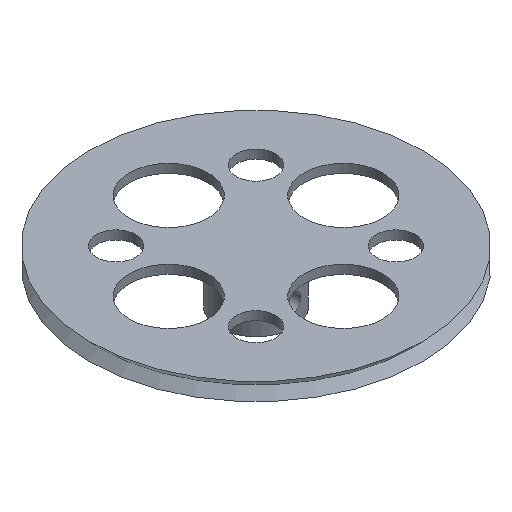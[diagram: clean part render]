
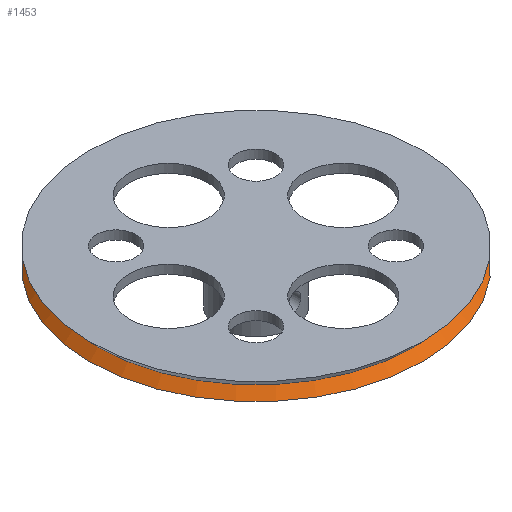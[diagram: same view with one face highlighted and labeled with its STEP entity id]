
A CAD part, isometric view. The second image highlights one B-rep face of the part: STEP entity #1453.
In plain terms, the highlighted conical face has half-angle 43.053 degrees and reference radius 38 mm.
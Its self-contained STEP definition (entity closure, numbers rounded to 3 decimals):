
#408 = PLANE('',#409);
#409 = AXIS2_PLACEMENT_3D('',#410,#411,#412);
#410 = CARTESIAN_POINT('',(0.,0.,-3.));
#411 = DIRECTION('',(0.,0.,-1.));
#412 = DIRECTION('',(-1.,0.,0.));
#1093 = EDGE_CURVE('',#1094,#1094,#1096,.T.);
#1094 = VERTEX_POINT('',#1095);
#1095 = CARTESIAN_POINT('',(-38.,0.,-3.));
#1096 = SURFACE_CURVE('',#1097,(#1102,#1109),.PCURVE_S1.);
#1097 = CIRCLE('',#1098,38.);
#1098 = AXIS2_PLACEMENT_3D('',#1099,#1100,#1101);
#1099 = CARTESIAN_POINT('',(0.,0.,-3.));
#1100 = DIRECTION('',(-0.,0.,-1.));
#1101 = DIRECTION('',(-1.,0.,0.));
#1102 = PCURVE('',#408,#1103);
#1103 = DEFINITIONAL_REPRESENTATION('',(#1104),#1108);
#1104 = CIRCLE('',#1105,38.);
#1105 = AXIS2_PLACEMENT_2D('',#1106,#1107);
#1106 = CARTESIAN_POINT('',(0.,0.));
#1107 = DIRECTION('',(1.,0.));
#1108 = ( GEOMETRIC_REPRESENTATION_CONTEXT(2) 
PARAMETRIC_REPRESENTATION_CONTEXT() REPRESENTATION_CONTEXT('2D SPACE',''
  ) );
#1109 = PCURVE('',#1110,#1115);
#1110 = CONICAL_SURFACE('',#1111,38.,0.751);
#1111 = AXIS2_PLACEMENT_3D('',#1112,#1113,#1114);
#1112 = CARTESIAN_POINT('',(0.,0.,-3.));
#1113 = DIRECTION('',(0.,0.,-1.));
#1114 = DIRECTION('',(-1.,0.,0.));
#1115 = DEFINITIONAL_REPRESENTATION('',(#1116),#1120);
#1116 = LINE('',#1117,#1118);
#1117 = CARTESIAN_POINT('',(0.,-0.));
#1118 = VECTOR('',#1119,1.);
#1119 = DIRECTION('',(1.,-0.));
#1120 = ( GEOMETRIC_REPRESENTATION_CONTEXT(2) 
PARAMETRIC_REPRESENTATION_CONTEXT() REPRESENTATION_CONTEXT('2D SPACE',''
  ) );
#1142 = CONICAL_SURFACE('',#1143,36.131,0.751);
#1143 = AXIS2_PLACEMENT_3D('',#1144,#1145,#1146);
#1144 = CARTESIAN_POINT('',(0.,0.,-1.));
#1145 = DIRECTION('',(0.,-0.,1.));
#1146 = DIRECTION('',(-1.,0.,0.));
#1453 = ADVANCED_FACE('',(#1454),#1110,.T.);
#1454 = FACE_BOUND('',#1455,.F.);
#1455 = EDGE_LOOP('',(#1456,#1457,#1480,#1502));
#1456 = ORIENTED_EDGE('',*,*,#1093,.T.);
#1457 = ORIENTED_EDGE('',*,*,#1458,.T.);
#1458 = EDGE_CURVE('',#1094,#1459,#1461,.T.);
#1459 = VERTEX_POINT('',#1460);
#1460 = CARTESIAN_POINT('',(-36.131,0.,-1.));
#1461 = SEAM_CURVE('',#1462,(#1466,#1473),.PCURVE_S1.);
#1462 = LINE('',#1463,#1464);
#1463 = CARTESIAN_POINT('',(-38.,0.,-3.));
#1464 = VECTOR('',#1465,1.);
#1465 = DIRECTION('',(0.683,0.,0.731));
#1466 = PCURVE('',#1110,#1467);
#1467 = DEFINITIONAL_REPRESENTATION('',(#1468),#1472);
#1468 = LINE('',#1469,#1470);
#1469 = CARTESIAN_POINT('',(0.,-0.));
#1470 = VECTOR('',#1471,1.);
#1471 = DIRECTION('',(0.,-1.));
#1472 = ( GEOMETRIC_REPRESENTATION_CONTEXT(2) 
PARAMETRIC_REPRESENTATION_CONTEXT() REPRESENTATION_CONTEXT('2D SPACE',''
  ) );
#1473 = PCURVE('',#1110,#1474);
#1474 = DEFINITIONAL_REPRESENTATION('',(#1475),#1479);
#1475 = LINE('',#1476,#1477);
#1476 = CARTESIAN_POINT('',(6.283,-0.));
#1477 = VECTOR('',#1478,1.);
#1478 = DIRECTION('',(0.,-1.));
#1479 = ( GEOMETRIC_REPRESENTATION_CONTEXT(2) 
PARAMETRIC_REPRESENTATION_CONTEXT() REPRESENTATION_CONTEXT('2D SPACE',''
  ) );
#1480 = ORIENTED_EDGE('',*,*,#1481,.F.);
#1481 = EDGE_CURVE('',#1459,#1459,#1482,.T.);
#1482 = SURFACE_CURVE('',#1483,(#1488,#1495),.PCURVE_S1.);
#1483 = CIRCLE('',#1484,36.131);
#1484 = AXIS2_PLACEMENT_3D('',#1485,#1486,#1487);
#1485 = CARTESIAN_POINT('',(0.,0.,-1.));
#1486 = DIRECTION('',(-0.,0.,-1.));
#1487 = DIRECTION('',(-1.,0.,0.));
#1488 = PCURVE('',#1110,#1489);
#1489 = DEFINITIONAL_REPRESENTATION('',(#1490),#1494);
#1490 = LINE('',#1491,#1492);
#1491 = CARTESIAN_POINT('',(0.,-2.));
#1492 = VECTOR('',#1493,1.);
#1493 = DIRECTION('',(1.,-0.));
#1494 = ( GEOMETRIC_REPRESENTATION_CONTEXT(2) 
PARAMETRIC_REPRESENTATION_CONTEXT() REPRESENTATION_CONTEXT('2D SPACE',''
  ) );
#1495 = PCURVE('',#1142,#1496);
#1496 = DEFINITIONAL_REPRESENTATION('',(#1497),#1501);
#1497 = LINE('',#1498,#1499);
#1498 = CARTESIAN_POINT('',(-0.,0.));
#1499 = VECTOR('',#1500,1.);
#1500 = DIRECTION('',(-1.,0.));
#1501 = ( GEOMETRIC_REPRESENTATION_CONTEXT(2) 
PARAMETRIC_REPRESENTATION_CONTEXT() REPRESENTATION_CONTEXT('2D SPACE',''
  ) );
#1502 = ORIENTED_EDGE('',*,*,#1458,.F.);
